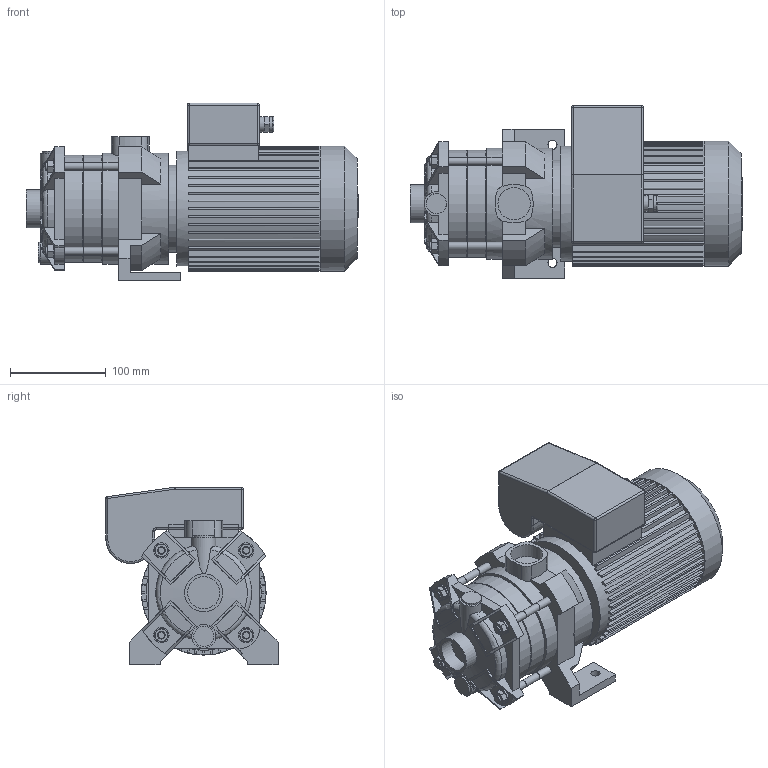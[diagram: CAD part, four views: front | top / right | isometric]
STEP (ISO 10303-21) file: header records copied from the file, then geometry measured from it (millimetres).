
FILE_DESCRIPTION(/* description */ (''),/* implementation_level */ '2;1');
FILE_NAME(/* name */ '3d_MEDANACH1-LC.202-5_E_A_10T-4233356.stp',/* time_stamp */ '2020-11-04T13:30:31+01:00',/* author */ ('Andrzej'),/* organization */ (''),/* preprocessor_version */ 'ST-DEVELOPER v16.13',/* originating_system */ 'AutoCAD Mechanical',/* authorisation */ '');
FILE_SCHEMA (('AUTOMOTIVE_DESIGN { 1 0 10303 214 3 1 1 }'));
Length unit declared in the file: millimetre
Products named in the file (1): Product
Bounding box: 346 x 179.5 x 185 mm (x, y, z)
Volume: 4518099 mm3; surface area: 407256.7 mm2
Topology: 27 solids, 27 shells, 607 faces, 1508 edges, 965 vertices
Faces by surface type: plane 352, cylinder 138, cone 66, bspline 28, torus 15, sphere 8
Full cylindrical faces by diameter (mm): 8 x16, 9.5 x2, 16 x6, 21 x2, 25 x1, 33.7 x2, 39.7 x1, 91 x1, 110 x2, 112 x2, 116 x2, 120 x1, 130 x1
Entity records: 18436 total; most frequent: CARTESIAN_POINT 4481, ORIENTED_EDGE 2894, DIRECTION 2845, EDGE_CURVE 1447, AXIS2_PLACEMENT_3D 1033, VERTEX_POINT 955, LINE 779, VECTOR 779
